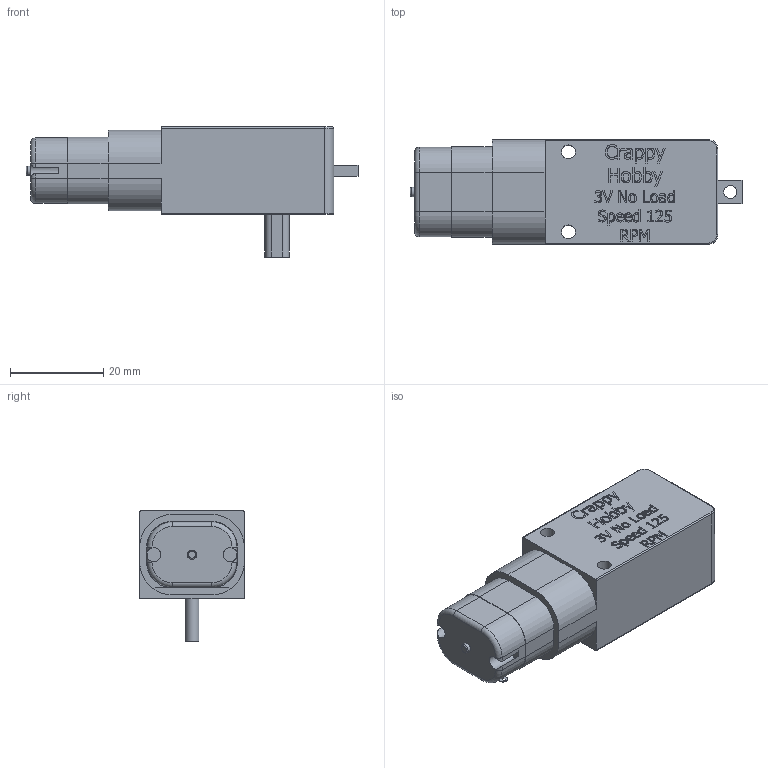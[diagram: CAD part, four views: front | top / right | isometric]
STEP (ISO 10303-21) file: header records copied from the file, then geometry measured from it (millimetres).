
FILE_DESCRIPTION(/* description */ (''),/* implementation_level */ '2;1');
FILE_NAME(/* name */ 'Motor Mount.ipt.step',/* time_stamp */ '2018-09-24T13:20:31-04:00',/* author */ ('Electronics Bench'),/* organization */ (''),/* preprocessor_version */ 'ST-DEVELOPER v17.2',/* originating_system */ 'Autodesk Inventor 2019',/* authorisation */ '');
FILE_SCHEMA (('AUTOMOTIVE_DESIGN { 1 0 10303 214 3 1 1 }'));
Length unit declared in the file: millimetre
Products named in the file (1): Motor Mount V1
Bounding box: 71.21 x 22.44 x 27.92 mm (x, y, z)
Volume: 23417.7 mm3; surface area: 6261.2 mm2
Topology: 1 solids, 1 shells, 572 faces, 1535 edges, 1017 vertices
Faces by surface type: plane 283, bspline 239, cylinder 41, torus 9
Full cylindrical faces by diameter (mm): 1.75 x1, 2 x1, 2.75 x1, 3 x2
Entity records: 19948 total; most frequent: CARTESIAN_POINT 6995, ORIENTED_EDGE 3070, DIRECTION 1811, EDGE_CURVE 1535, VERTEX_POINT 1017, LINE 963, VECTOR 963, EDGE_LOOP 634
